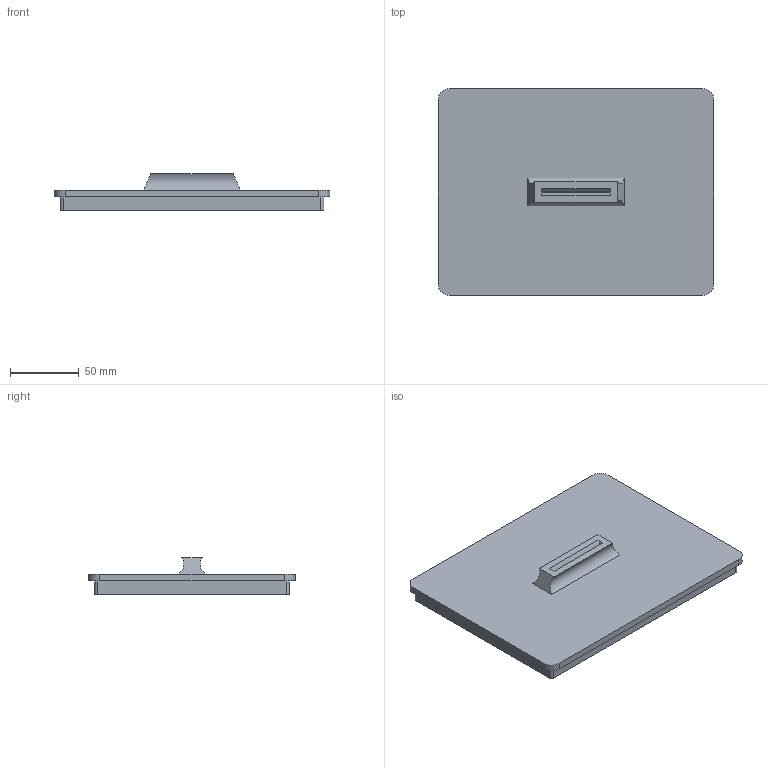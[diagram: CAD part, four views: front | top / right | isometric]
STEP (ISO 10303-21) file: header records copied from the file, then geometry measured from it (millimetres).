
FILE_DESCRIPTION(('Open CASCADE Model'),'2;1');
FILE_NAME('Open CASCADE Shape Model','2026-01-19T09:56:56',('Author'),( 'Open CASCADE'),'Open CASCADE STEP processor 7.7','Open CASCADE 7.7' ,'Unknown');
FILE_SCHEMA(('AUTOMOTIVE_DESIGN { 1 0 10303 214 1 1 1 1 }'));
Length unit declared in the file: millimetre
Products named in the file (1): Open CASCADE STEP translator 7.7 2
Bounding box: 200 x 150 x 26.8 mm (x, y, z)
Volume: 421618.2 mm3; surface area: 73742.2 mm2
Topology: 1 solids, 1 shells, 226 faces, 660 edges, 440 vertices
Faces by surface type: plane 208, cylinder 10, bspline 8
Full cylindrical faces by diameter (mm): 14.2 x1
Entity records: 15955 total; most frequent: CARTESIAN_POINT 2801, DIRECTION 2399, LINE 1876, VECTOR 1876, ORIENTED_EDGE 1320, PCURVE 1320, DEFINITIONAL_REPRESENTATION 1320, EDGE_CURVE 660
